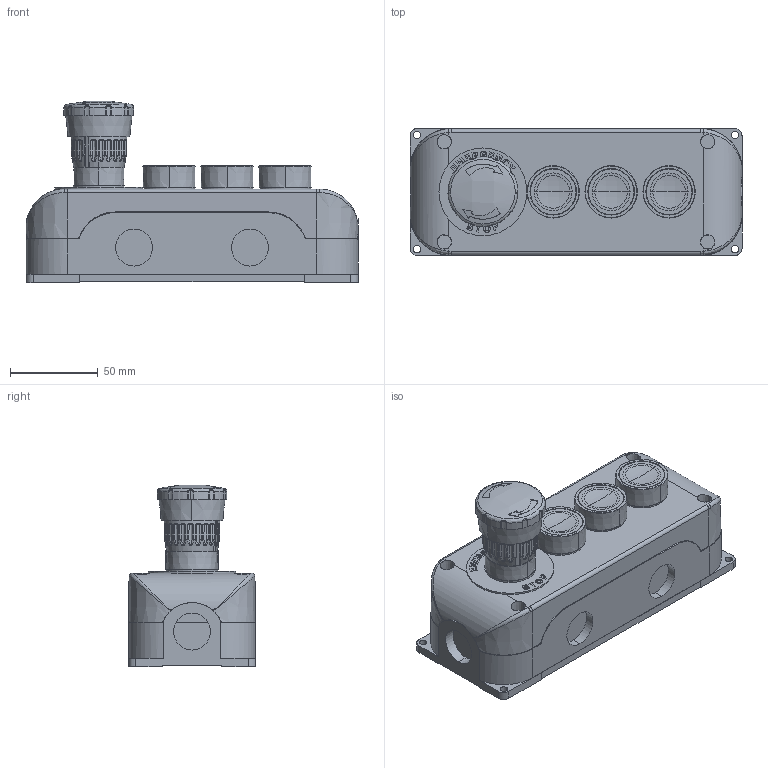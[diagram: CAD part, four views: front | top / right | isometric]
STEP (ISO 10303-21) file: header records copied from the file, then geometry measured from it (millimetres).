
FILE_DESCRIPTION (( 'STEP AP203' ), '1' );
FILE_NAME ('SB414-01B-G.step', '2025-02-06T16:46:09', ( '' ), ( '' ), 'SwSTEP 2.0', 'SolidWorks 2024', '' );
FILE_SCHEMA (( 'CONFIG_CONTROL_DESIGN' ));
Length unit declared in the file: inch
Products named in the file (1): SB414-01B-G
Bounding box: 189 x 72.29 x 103.31 mm (x, y, z)
Volume: 394295.1 mm3; surface area: 143323.1 mm2
Topology: 12 solids, 28 shells, 1373 faces, 3510 edges, 2249 vertices
Faces by surface type: plane 489, bspline 453, cylinder 267, cone 164
Entity records: 62397 total; most frequent: CARTESIAN_POINT 32808, ORIENTED_EDGE 6980, DIRECTION 4769, EDGE_CURVE 3490, VERTEX_POINT 2249, AXIS2_PLACEMENT_3D 1730, EDGE_LOOP 1473, FACE_OUTER_BOUND 1373
